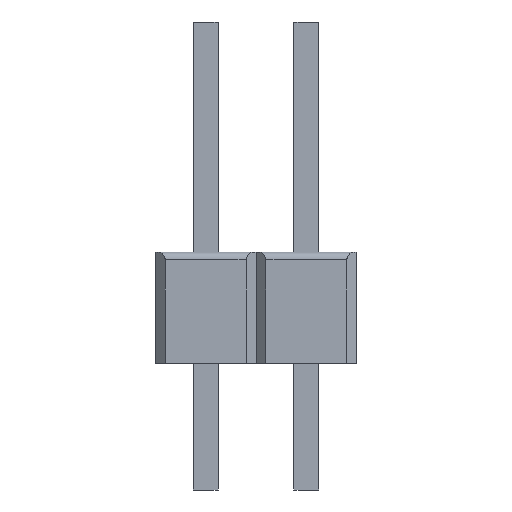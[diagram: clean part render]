
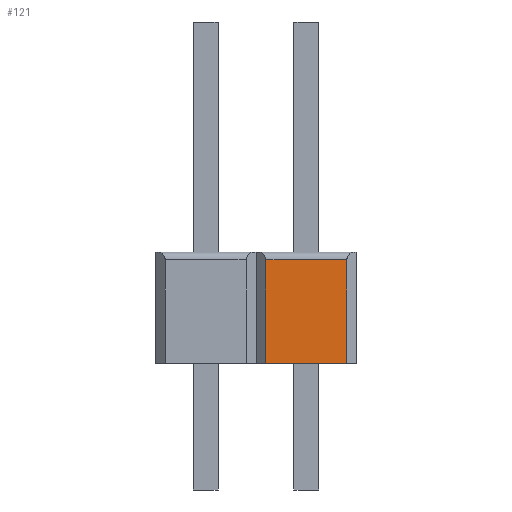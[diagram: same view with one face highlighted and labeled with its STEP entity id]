
A CAD part, front view. The second image highlights one B-rep face of the part: STEP entity #121.
In plain terms, the highlighted planar face has unit normal (0, -1, 0).
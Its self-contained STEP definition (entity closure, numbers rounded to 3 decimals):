
#121=ADVANCED_FACE('',(#285),#286,.T.);
#285=FACE_OUTER_BOUND('',#453,.T.);
#286=PLANE('',#454);
#453=EDGE_LOOP('',(#1085,#1086,#1087,#1088));
#454=AXIS2_PLACEMENT_3D('',#1089,#1090,#1091);
#1085=ORIENTED_EDGE('',*,*,#1317,.T.);
#1086=ORIENTED_EDGE('',*,*,#1331,.F.);
#1087=ORIENTED_EDGE('',*,*,#1324,.F.);
#1088=ORIENTED_EDGE('',*,*,#1330,.T.);
#1089=CARTESIAN_POINT('',(-2.54,-2.5,-0.2));
#1090=DIRECTION('',(0.0,-1.0,0.0));
#1091=DIRECTION('',(0.0,0.0,-1.0));
#1317=EDGE_CURVE('',#1659,#1657,#1660,.T.);
#1324=EDGE_CURVE('',#1671,#1672,#1673,.T.);
#1330=EDGE_CURVE('',#1671,#1659,#1680,.T.);
#1331=EDGE_CURVE('',#1672,#1657,#1681,.T.);
#1657=VERTEX_POINT('',#2224);
#1659=VERTEX_POINT('',#2227);
#1660=LINE('',#2228,#2229);
#1671=VERTEX_POINT('',#2252);
#1672=VERTEX_POINT('',#2253);
#1673=LINE('',#2254,#2255);
#1680=LINE('',#2285,#2286);
#1681=LINE('',#2287,#2288);
#2224=CARTESIAN_POINT('',(2.29,-2.5,-2.8));
#2227=CARTESIAN_POINT('',(0.25,-2.5,-2.8));
#2228=CARTESIAN_POINT('',(0.25,-2.5,-2.8));
#2229=VECTOR('',#2481,2.04);
#2252=CARTESIAN_POINT('',(0.25,-2.5,-0.2));
#2253=CARTESIAN_POINT('',(2.29,-2.5,-0.2));
#2254=CARTESIAN_POINT('',(0.25,-2.5,-0.2));
#2255=VECTOR('',#2487,2.04);
#2285=CARTESIAN_POINT('',(0.25,-2.5,-0.2));
#2286=VECTOR('',#2490,2.6);
#2287=CARTESIAN_POINT('',(2.29,-2.5,-0.2));
#2288=VECTOR('',#2491,2.6);
#2481=DIRECTION('',(1.0,0.0,0.0));
#2487=DIRECTION('',(1.0,0.0,0.0));
#2490=DIRECTION('',(0.0,0.0,-1.0));
#2491=DIRECTION('',(0.0,0.0,-1.0));
